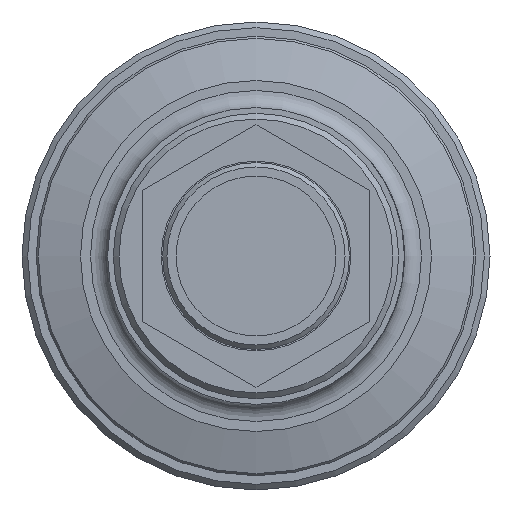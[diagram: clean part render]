
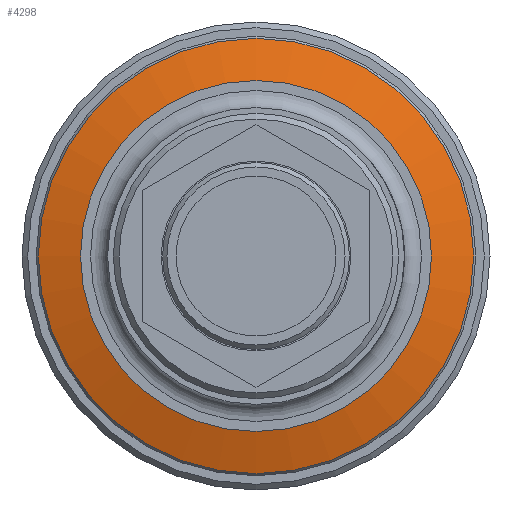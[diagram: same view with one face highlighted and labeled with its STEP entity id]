
A CAD part, front view. The second image highlights one B-rep face of the part: STEP entity #4298.
In plain terms, the highlighted conical face has half-angle 73.581 degrees and reference radius 33.741 mm.
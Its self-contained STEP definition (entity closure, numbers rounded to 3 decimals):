
#17=CONICAL_SURFACE($,#4630,33.741,73.581);
#60=FACE_BOUND($,#1265,.T.);
#993=FACE_OUTER_BOUND($,#1264,.T.);
#1264=EDGE_LOOP($,(#3747));
#1265=EDGE_LOOP($,(#3748));
#1390=CIRCLE($,#4629,38.137);
#1391=CIRCLE($,#4631,29.345);
#2018=VERTEX_POINT($,#10318);
#2019=VERTEX_POINT($,#10321);
#2609=EDGE_CURVE($,#2018,#2018,#1390,.T.);
#2610=EDGE_CURVE($,#2019,#2019,#1391,.T.);
#3747=ORIENTED_EDGE($,*,*,#2609,.T.);
#3748=ORIENTED_EDGE($,*,*,#2610,.F.);
#4298=ADVANCED_FACE($,(#993,#60),#17,.T.);
#4629=AXIS2_PLACEMENT_3D($,#10319,#5536,#5537);
#4630=AXIS2_PLACEMENT_3D($,#10320,#5538,#5539);
#4631=AXIS2_PLACEMENT_3D($,#10322,#5540,#5541);
#5536=DIRECTION('center_axis',(0.,-1.,0.));
#5537=DIRECTION('ref_axis',(1.,0.,0.));
#5538=DIRECTION('center_axis',(0.,1.,0.));
#5539=DIRECTION('ref_axis',(1.,0.,0.));
#5540=DIRECTION('center_axis',(0.,-1.,0.));
#5541=DIRECTION('ref_axis',(1.,0.,0.));
#10318=CARTESIAN_POINT('',(38.137,334.058,0.));
#10319=CARTESIAN_POINT('Origin',(0.,334.058,
0.));
#10320=CARTESIAN_POINT('Origin',(0.,332.763,
0.));
#10321=CARTESIAN_POINT('',(29.345,331.467,0.));
#10322=CARTESIAN_POINT('Origin',(0.,331.467,
0.));
